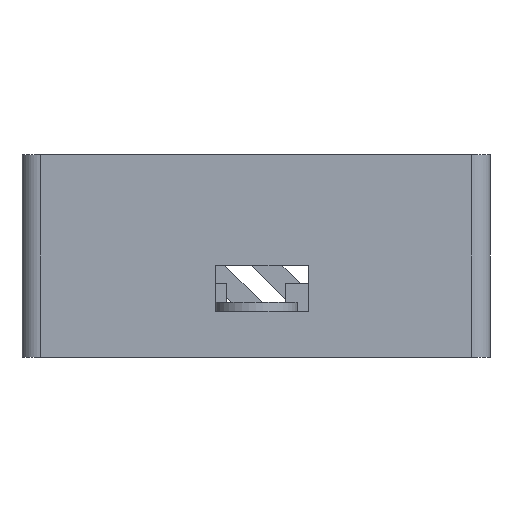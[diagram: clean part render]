
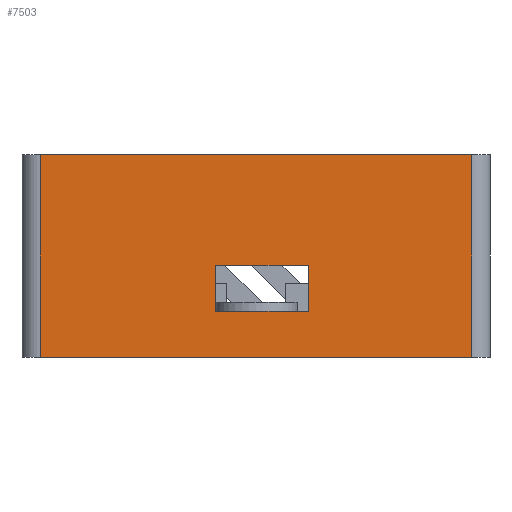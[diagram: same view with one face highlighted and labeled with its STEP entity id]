
A CAD part, left-side view. The second image highlights one B-rep face of the part: STEP entity #7503.
In plain terms, the highlighted planar face has unit normal (-1, 0, 0).
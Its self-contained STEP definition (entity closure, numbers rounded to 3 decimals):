
#58=FACE_BOUND('',#1075,.T.);
#255=PLANE('',#8029);
#650=FACE_OUTER_BOUND('',#1074,.T.);
#1074=EDGE_LOOP('',(#6792,#6793,#6794,#6795));
#1075=EDGE_LOOP('',(#6796,#6797,#6798,#6799));
#2175=LINE('',#16853,#2826);
#2178=LINE('',#16858,#2829);
#2182=LINE('',#16866,#2833);
#2188=LINE('',#16875,#2839);
#2195=LINE('',#21887,#2846);
#2199=LINE('',#21901,#2850);
#2200=LINE('',#21903,#2851);
#2201=LINE('',#21904,#2852);
#2826=VECTOR('',#9605,10.);
#2829=VECTOR('',#9610,10.);
#2833=VECTOR('',#9616,10.);
#2839=VECTOR('',#9624,10.);
#2846=VECTOR('',#9679,10.);
#2850=VECTOR('',#9691,10.);
#2851=VECTOR('',#9692,10.);
#2852=VECTOR('',#9693,10.);
#3556=VERTEX_POINT('',#16850);
#3557=VERTEX_POINT('',#16852);
#3558=VERTEX_POINT('',#16857);
#3561=VERTEX_POINT('',#16865);
#3567=VERTEX_POINT('',#21884);
#3568=VERTEX_POINT('',#21886);
#3574=VERTEX_POINT('',#21900);
#3575=VERTEX_POINT('',#21902);
#4616=EDGE_CURVE('',#3557,#3556,#2175,.T.);
#4619=EDGE_CURVE('',#3558,#3557,#2178,.T.);
#4623=EDGE_CURVE('',#3561,#3558,#2182,.T.);
#4629=EDGE_CURVE('',#3556,#3561,#2188,.T.);
#4669=EDGE_CURVE('',#3567,#3568,#2195,.T.);
#4676=EDGE_CURVE('',#3574,#3567,#2199,.T.);
#4677=EDGE_CURVE('',#3575,#3574,#2200,.T.);
#4678=EDGE_CURVE('',#3568,#3575,#2201,.T.);
#6792=ORIENTED_EDGE('',*,*,#4676,.F.);
#6793=ORIENTED_EDGE('',*,*,#4677,.F.);
#6794=ORIENTED_EDGE('',*,*,#4678,.F.);
#6795=ORIENTED_EDGE('',*,*,#4669,.F.);
#6796=ORIENTED_EDGE('',*,*,#4619,.T.);
#6797=ORIENTED_EDGE('',*,*,#4616,.T.);
#6798=ORIENTED_EDGE('',*,*,#4629,.T.);
#6799=ORIENTED_EDGE('',*,*,#4623,.T.);
#7503=ADVANCED_FACE('',(#650,#58),#255,.T.);
#8029=AXIS2_PLACEMENT_3D('',#21899,#9689,#9690);
#9605=DIRECTION('',(0.,0.,-1.));
#9610=DIRECTION('',(0.,-1.,0.));
#9616=DIRECTION('',(0.,0.,1.));
#9624=DIRECTION('',(0.,1.,0.));
#9679=DIRECTION('',(0.,1.,0.));
#9689=DIRECTION('center_axis',(-1.,0.,0.));
#9690=DIRECTION('ref_axis',(0.,-1.,0.));
#9691=DIRECTION('',(0.,0.,-1.));
#9692=DIRECTION('',(0.,-1.,0.));
#9693=DIRECTION('',(0.,0.,1.));
#16850=CARTESIAN_POINT('',(-2.,17.745,3.));
#16852=CARTESIAN_POINT('',(-2.,17.745,8.));
#16853=CARTESIAN_POINT('',(-2.,17.745,1.5));
#16857=CARTESIAN_POINT('',(-2.,27.745,8.));
#16858=CARTESIAN_POINT('',(-2.,32.268,8.));
#16865=CARTESIAN_POINT('',(-2.,27.745,3.));
#16866=CARTESIAN_POINT('',(-2.,27.745,4.));
#16875=CARTESIAN_POINT('',(-2.,41.518,3.));
#21884=CARTESIAN_POINT('',(-2.,0.,-2.));
#21886=CARTESIAN_POINT('',(-2.,46.791,-2.));
#21887=CARTESIAN_POINT('',(-2.,46.791,-2.));
#21899=CARTESIAN_POINT('Origin',(-2.,46.791,0.));
#21900=CARTESIAN_POINT('',(-2.,0.,20.));
#21901=CARTESIAN_POINT('',(-2.,0.,0.));
#21902=CARTESIAN_POINT('',(-2.,46.791,20.));
#21903=CARTESIAN_POINT('',(-2.,46.791,20.));
#21904=CARTESIAN_POINT('',(-2.,46.791,0.));
